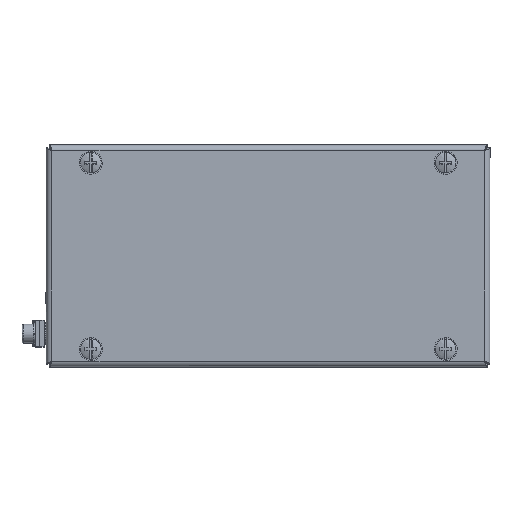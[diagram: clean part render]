
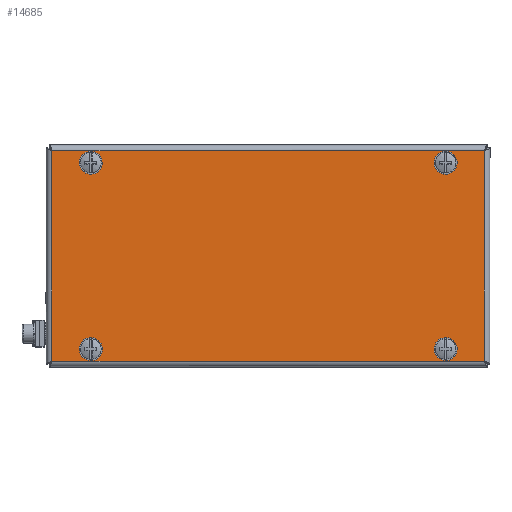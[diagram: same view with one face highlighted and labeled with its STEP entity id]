
A CAD part, top view. The second image highlights one B-rep face of the part: STEP entity #14685.
In plain terms, the highlighted face is planar.
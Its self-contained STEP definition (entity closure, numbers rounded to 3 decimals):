
#487 = CARTESIAN_POINT ( 'NONE',  ( 84., -42., 0. ) ) ;
#875 = VERTEX_POINT ( 'NONE', #4776 ) ;
#1041 = LINE ( 'NONE', #11150, #3747 ) ;
#1370 = ORIENTED_EDGE ( 'NONE', *, *, #3879, .T. ) ;
#1946 = CARTESIAN_POINT ( 'NONE',  ( -76., 42., 0. ) ) ;
#2269 = AXIS2_PLACEMENT_3D ( 'NONE', #12953, #12940, #12917 ) ;
#2645 = VERTEX_POINT ( 'NONE', #487 ) ;
#2854 = AXIS2_PLACEMENT_3D ( 'NONE', #15098, #15065, #15001 ) ;
#2887 = AXIS2_PLACEMENT_3D ( 'NONE', #13747, #13742, #13649 ) ;
#3109 = CARTESIAN_POINT ( 'NONE',  ( 97.5, 48.743, 0. ) ) ;
#3144 = AXIS2_PLACEMENT_3D ( 'NONE', #15406, #15382, #15358 ) ;
#3485 = EDGE_CURVE ( 'NONE', #2645, #2645, #17818, .T. ) ;
#3528 = EDGE_CURVE ( 'NONE', #17867, #17867, #14042, .T. ) ;
#3585 = AXIS2_PLACEMENT_3D ( 'NONE', #10258, #14748, #5874 ) ;
#3638 = EDGE_CURVE ( 'NONE', #13909, #13909, #13680, .T. ) ;
#3698 = EDGE_CURVE ( 'NONE', #9957, #9957, #13893, .T. ) ;
#3747 = VECTOR ( 'NONE', #11197, 1000. ) ;
#3852 = EDGE_CURVE ( 'NONE', #12456, #875, #16218, .T. ) ;
#3879 = EDGE_CURVE ( 'NONE', #875, #4718, #1041, .T. ) ;
#4147 = ORIENTED_EDGE ( 'NONE', *, *, #3698, .F. ) ;
#4199 = EDGE_CURVE ( 'NONE', #4718, #16459, #5609, .T. ) ;
#4480 = PLANE ( 'NONE',  #3585 ) ;
#4653 = FACE_BOUND ( 'NONE', #5673, .T. ) ;
#4718 = VERTEX_POINT ( 'NONE', #7915 ) ;
#4776 = CARTESIAN_POINT ( 'NONE',  ( -97.5, -47.5, 0. ) ) ;
#4836 = CARTESIAN_POINT ( 'NONE',  ( -98.743, 47.5, 0. ) ) ;
#5345 = DIRECTION ( 'NONE',  ( 1., 0., 0. ) ) ;
#5544 = ORIENTED_EDGE ( 'NONE', *, *, #14746, .T. ) ;
#5609 = LINE ( 'NONE', #4836, #9523 ) ;
#5673 = EDGE_LOOP ( 'NONE', ( #8816 ) ) ;
#5874 = DIRECTION ( 'NONE',  ( 1., 0., 0. ) ) ;
#6243 = ORIENTED_EDGE ( 'NONE', *, *, #4199, .T. ) ;
#7915 = CARTESIAN_POINT ( 'NONE',  ( -97.5, 47.5, 0. ) ) ;
#8058 = FACE_OUTER_BOUND ( 'NONE', #13748, .T. ) ;
#8536 = FACE_BOUND ( 'NONE', #17489, .T. ) ;
#8816 = ORIENTED_EDGE ( 'NONE', *, *, #3638, .F. ) ;
#8944 = DIRECTION ( 'NONE',  ( 0., -1., 0. ) ) ;
#9509 = ORIENTED_EDGE ( 'NONE', *, *, #3852, .T. ) ;
#9523 = VECTOR ( 'NONE', #5345, 1000. ) ;
#9792 = ORIENTED_EDGE ( 'NONE', *, *, #3528, .F. ) ;
#9948 = CARTESIAN_POINT ( 'NONE',  ( 97.5, -47.5, 0. ) ) ;
#9957 = VERTEX_POINT ( 'NONE', #12183 ) ;
#10258 = CARTESIAN_POINT ( 'NONE',  ( -100., 50., 0. ) ) ;
#10710 = CARTESIAN_POINT ( 'NONE',  ( -84., -42., 0. ) ) ;
#10794 = ORIENTED_EDGE ( 'NONE', *, *, #3485, .F. ) ;
#11150 = CARTESIAN_POINT ( 'NONE',  ( -97.5, -48.743, 0. ) ) ;
#11197 = DIRECTION ( 'NONE',  ( 0., 1., 0. ) ) ;
#11540 = CARTESIAN_POINT ( 'NONE',  ( 98.743, -47.5, 0. ) ) ;
#11571 = DIRECTION ( 'NONE',  ( -1., 0., 0. ) ) ;
#11972 = FACE_BOUND ( 'NONE', #12241, .T. ) ;
#12183 = CARTESIAN_POINT ( 'NONE',  ( 76., 42., 0. ) ) ;
#12241 = EDGE_LOOP ( 'NONE', ( #10794 ) ) ;
#12456 = VERTEX_POINT ( 'NONE', #9948 ) ;
#12909 = EDGE_LOOP ( 'NONE', ( #9792 ) ) ;
#12917 = DIRECTION ( 'NONE',  ( -1., 0., 0. ) ) ;
#12940 = DIRECTION ( 'NONE',  ( 0., 0., -1. ) ) ;
#12953 = CARTESIAN_POINT ( 'NONE',  ( 80., 42., 0. ) ) ;
#13649 = DIRECTION ( 'NONE',  ( 1., 0., 0. ) ) ;
#13680 = CIRCLE ( 'NONE', #2887, 4. ) ;
#13742 = DIRECTION ( 'NONE',  ( 0., 0., -1. ) ) ;
#13747 = CARTESIAN_POINT ( 'NONE',  ( -80., 42., 0. ) ) ;
#13748 = EDGE_LOOP ( 'NONE', ( #9509, #1370, #6243, #5544 ) ) ;
#13893 = CIRCLE ( 'NONE', #2269, 4. ) ;
#13909 = VERTEX_POINT ( 'NONE', #1946 ) ;
#14042 = CIRCLE ( 'NONE', #2854, 4. ) ;
#14685 = ADVANCED_FACE ( 'NONE', ( #11972, #15886, #4653, #8536, #8058 ), #4480, .F. ) ;
#14746 = EDGE_CURVE ( 'NONE', #16459, #12456, #14984, .T. ) ;
#14748 = DIRECTION ( 'NONE',  ( 0., 0., 1. ) ) ;
#14984 = LINE ( 'NONE', #3109, #18450 ) ;
#15001 = DIRECTION ( 'NONE',  ( -1., 0., 0. ) ) ;
#15065 = DIRECTION ( 'NONE',  ( 0., 0., -1. ) ) ;
#15098 = CARTESIAN_POINT ( 'NONE',  ( -80., -42., 0. ) ) ;
#15358 = DIRECTION ( 'NONE',  ( 1., 0., 0. ) ) ;
#15382 = DIRECTION ( 'NONE',  ( 0., 0., -1. ) ) ;
#15406 = CARTESIAN_POINT ( 'NONE',  ( 80., -42., 0. ) ) ;
#15886 = FACE_BOUND ( 'NONE', #12909, .T. ) ;
#16218 = LINE ( 'NONE', #11540, #18730 ) ;
#16459 = VERTEX_POINT ( 'NONE', #16510 ) ;
#16510 = CARTESIAN_POINT ( 'NONE',  ( 97.5, 47.5, 0. ) ) ;
#17489 = EDGE_LOOP ( 'NONE', ( #4147 ) ) ;
#17818 = CIRCLE ( 'NONE', #3144, 4. ) ;
#17867 = VERTEX_POINT ( 'NONE', #10710 ) ;
#18450 = VECTOR ( 'NONE', #8944, 1000. ) ;
#18730 = VECTOR ( 'NONE', #11571, 1000. ) ;
